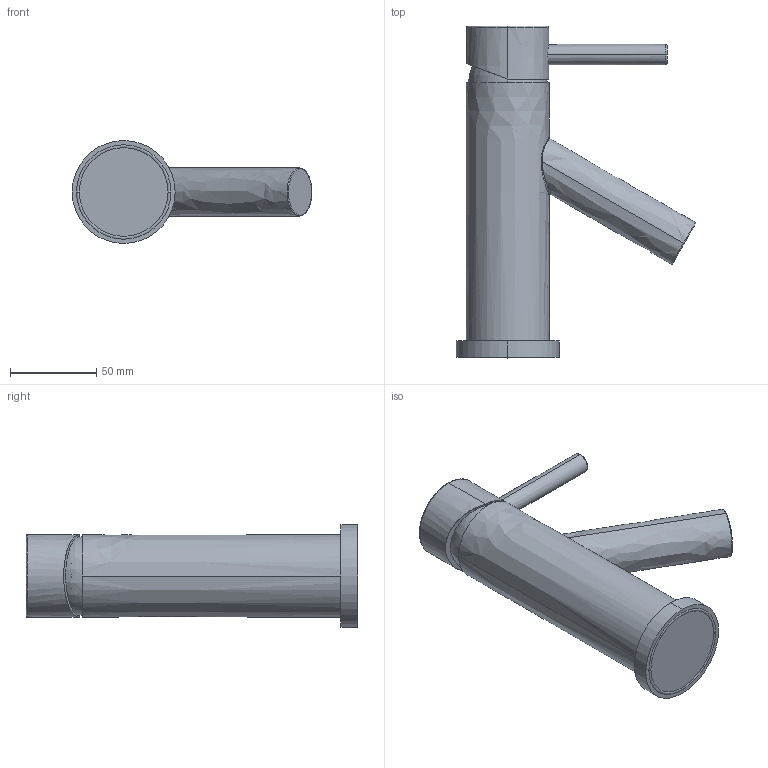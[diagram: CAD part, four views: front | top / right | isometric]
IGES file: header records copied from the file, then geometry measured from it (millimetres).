
Start section:  PTC IGES file: 1503_sw0001.igs
Global section: file name: 1503_sw0001.igs; native system: Creo Parametric by PTC Inc.; preprocessor: 2018400; author: rsmith; organization: Unknown; date: 20210211.114645; units: inch
Bounding box: 138.89 x 192.39 x 59.69 mm (x, y, z)
Surface area: 55217.9 mm2 (no closed solid volume)
Topology: 0 solids, 0 shells, 58 faces, 242 edges, 240 vertices
Faces by surface type: revolution 39, bspline 19
